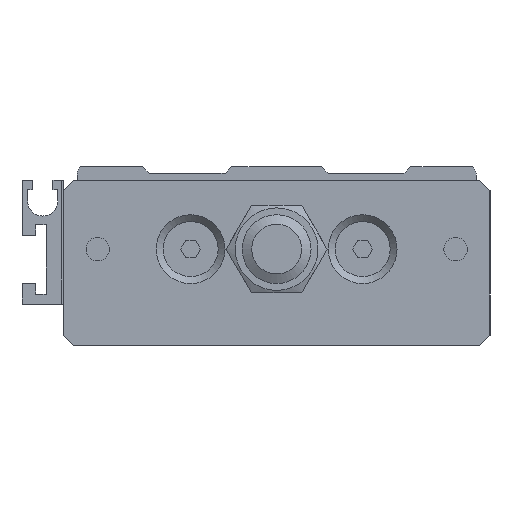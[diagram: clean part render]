
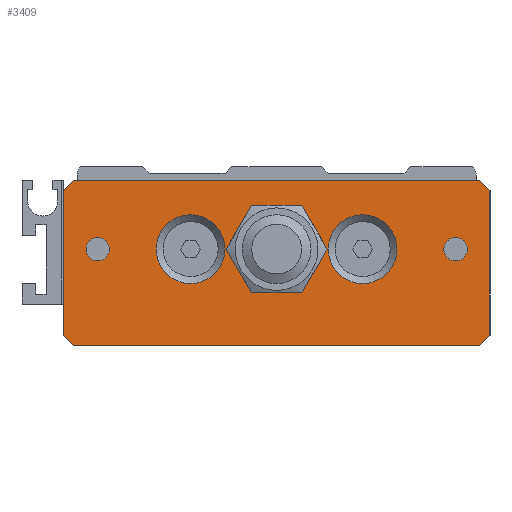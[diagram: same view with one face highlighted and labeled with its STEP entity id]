
A CAD part, left-side view. The second image highlights one B-rep face of the part: STEP entity #3409.
In plain terms, the highlighted planar face has unit normal (-1, 0, 0).
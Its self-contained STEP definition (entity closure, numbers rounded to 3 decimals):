
#2712=CARTESIAN_POINT('',(-12.,-87.5,-7.));
#2713=VERTEX_POINT('Vertex147',#2712);
#2714=CARTESIAN_POINT('',(-12.,-87.5,-17.));
#2715=VERTEX_POINT('Vertex146',#2714);
#2716=CARTESIAN_POINT('',(-12.,-87.5,-12.));
#2717=DIRECTION('',(1.,0.,0.));
#2718=DIRECTION('',(0.,0.,1.));
#2719=AXIS2_PLACEMENT_3D('',#2716,#2717,#2718);
#2720=CIRCLE('nurbsCrv195',#2719,5.);
#2721=EDGE_CURVE('Edge195',#2713,#2715,#2720,.T.);
#2723=CARTESIAN_POINT('',(-12.,-87.5,-12.));
#2724=DIRECTION('',(1.,0.,0.));
#2725=DIRECTION('',(0.,0.,-1.));
#2726=AXIS2_PLACEMENT_3D('',#2723,#2724,#2725);
#2727=CIRCLE('nurbsCrv196',#2726,5.);
#2728=EDGE_CURVE('Edge196',#2715,#2713,#2727,.T.);
#2818=CARTESIAN_POINT('',(-12.,-62.5,-7.));
#2819=VERTEX_POINT('Vertex156',#2818);
#2820=CARTESIAN_POINT('',(-12.,-62.5,-17.));
#2821=VERTEX_POINT('Vertex155',#2820);
#2822=CARTESIAN_POINT('',(-12.,-62.5,-12.));
#2823=DIRECTION('',(1.,0.,0.));
#2824=DIRECTION('',(0.,0.,1.));
#2825=AXIS2_PLACEMENT_3D('',#2822,#2823,#2824);
#2826=CIRCLE('nurbsCrv204',#2825,5.);
#2827=EDGE_CURVE('Edge204',#2819,#2821,#2826,.T.);
#2829=CARTESIAN_POINT('',(-12.,-62.5,-12.));
#2830=DIRECTION('',(1.,0.,0.));
#2831=DIRECTION('',(0.,0.,-1.));
#2832=AXIS2_PLACEMENT_3D('',#2829,#2830,#2831);
#2833=CIRCLE('nurbsCrv205',#2832,5.);
#2834=EDGE_CURVE('Edge205',#2821,#2819,#2833,.T.);
#3240=CARTESIAN_POINT('',(-12.,-106.,-3.5));
#3241=VERTEX_POINT('Vertex179',#3240);
#3242=CARTESIAN_POINT('',(-12.,-106.,-24.5));
#3243=VERTEX_POINT('Vertex178',#3242);
#3244=CARTESIAN_POINT('',(-12.,-106.,-14.));
#3245=DIRECTION('',(0.,0.,-1.));
#3246=VECTOR('',#3245,1.);
#3247=LINE('nurbsCrv239',#3244,#3246);
#3248=EDGE_CURVE('Edge239',#3241,#3243,#3247,.T.);
#3249=ORIENTED_EDGE('Edgeuse445',*,*,#3248,.F.);
#3250=CARTESIAN_POINT('',(-12.,-104.5,-2.));
#3251=VERTEX_POINT('Vertex180',#3250);
#3252=CARTESIAN_POINT('',(-12.,-105.25,-2.75));
#3253=DIRECTION('',(0.,-0.707,-0.707));
#3254=VECTOR('',#3253,1.);
#3255=LINE('nurbsCrv240',#3252,#3254);
#3256=EDGE_CURVE('Edge240',#3251,#3241,#3255,.T.);
#3257=ORIENTED_EDGE('Edgeuse446',*,*,#3256,.F.);
#3258=CARTESIAN_POINT('',(-12.,-45.5,-2.));
#3259=VERTEX_POINT('Vertex181',#3258);
#3260=CARTESIAN_POINT('',(-12.,-75.,-2.));
#3261=DIRECTION('',(0.,-1.,0.));
#3262=VECTOR('',#3261,1.);
#3263=LINE('nurbsCrv241',#3260,#3262);
#3264=EDGE_CURVE('Edge241',#3259,#3251,#3263,.T.);
#3265=ORIENTED_EDGE('Edgeuse447',*,*,#3264,.F.);
#3266=CARTESIAN_POINT('',(-12.,-44.,-3.5));
#3267=VERTEX_POINT('Vertex182',#3266);
#3268=CARTESIAN_POINT('',(-12.,-44.75,-2.75));
#3269=DIRECTION('',(0.,-0.707,0.707));
#3270=VECTOR('',#3269,1.);
#3271=LINE('nurbsCrv242',#3268,#3270);
#3272=EDGE_CURVE('Edge242',#3267,#3259,#3271,.T.);
#3273=ORIENTED_EDGE('Edgeuse448',*,*,#3272,.F.);
#3274=CARTESIAN_POINT('',(-12.,-44.,-24.5));
#3275=VERTEX_POINT('Vertex183',#3274);
#3276=CARTESIAN_POINT('',(-12.,-44.,-14.));
#3277=DIRECTION('',(0.,0.,1.));
#3278=VECTOR('',#3277,1.);
#3279=LINE('nurbsCrv243',#3276,#3278);
#3280=EDGE_CURVE('Edge243',#3275,#3267,#3279,.T.);
#3281=ORIENTED_EDGE('Edgeuse449',*,*,#3280,.F.);
#3282=CARTESIAN_POINT('',(-12.,-45.5,-26.));
#3283=VERTEX_POINT('Vertex184',#3282);
#3284=CARTESIAN_POINT('',(-12.,-44.75,-25.25));
#3285=DIRECTION('',(0.,0.707,0.707));
#3286=VECTOR('',#3285,1.);
#3287=LINE('nurbsCrv244',#3284,#3286);
#3288=EDGE_CURVE('Edge244',#3283,#3275,#3287,.T.);
#3289=ORIENTED_EDGE('Edgeuse450',*,*,#3288,.F.);
#3290=CARTESIAN_POINT('',(-12.,-104.5,-26.));
#3291=VERTEX_POINT('Vertex185',#3290);
#3292=CARTESIAN_POINT('',(-12.,-75.,-26.
));
#3293=DIRECTION('',(0.,1.,0.));
#3294=VECTOR('',#3293,1.);
#3295=LINE('nurbsCrv245',#3292,#3294);
#3296=EDGE_CURVE('Edge245',#3291,#3283,#3295,.T.);
#3297=ORIENTED_EDGE('Edgeuse451',*,*,#3296,.F.);
#3298=CARTESIAN_POINT('',(-12.,-105.25,-25.25));
#3299=DIRECTION('',(0.,0.707,-0.707));
#3300=VECTOR('',#3299,1.);
#3301=LINE('nurbsCrv246',#3298,#3300);
#3302=EDGE_CURVE('Edge246',#3243,#3291,#3301,.T.);
#3303=ORIENTED_EDGE('Edgeuse452',*,*,#3302,.F.);
#3304=EDGE_LOOP('',(#3249,#3257,#3265,#3273,#3281,#3289,#3297,#3303));
#3305=FACE_OUTER_BOUND('',#3304,.T.);
#3306=CARTESIAN_POINT('',(-12.,-78.666,-5.65));
#3307=VERTEX_POINT('Vertex187',#3306);
#3308=CARTESIAN_POINT('',(-12.,-82.332,-12.));
#3309=VERTEX_POINT('Vertex186',#3308);
#3310=CARTESIAN_POINT('',(-12.,-80.499,-8.825));
#3311=DIRECTION('',(0.,-0.5,-0.866));
#3312=VECTOR('',#3311,1.);
#3313=LINE('nurbsCrv247',#3310,#3312);
#3314=EDGE_CURVE('Edge247',#3307,#3309,#3313,.T.);
#3315=ORIENTED_EDGE('Edgeuse453',*,*,#3314,.T.);
#3316=CARTESIAN_POINT('',(-12.,-78.666,-18.35));
#3317=VERTEX_POINT('Vertex188',#3316);
#3318=CARTESIAN_POINT('',(-12.,-80.499,-15.175));
#3319=DIRECTION('',(0.,0.5,-0.866));
#3320=VECTOR('',#3319,1.);
#3321=LINE('nurbsCrv248',#3318,#3320);
#3322=EDGE_CURVE('Edge248',#3309,#3317,#3321,.T.);
#3323=ORIENTED_EDGE('Edgeuse454',*,*,#3322,.T.);
#3324=CARTESIAN_POINT('',(-12.,-71.334,-18.35));
#3325=VERTEX_POINT('Vertex189',#3324);
#3326=CARTESIAN_POINT('',(-12.,-75.,-18.35));
#3327=DIRECTION('',(0.,1.,0.));
#3328=VECTOR('',#3327,1.);
#3329=LINE('nurbsCrv249',#3326,#3328);
#3330=EDGE_CURVE('Edge249',#3317,#3325,#3329,.T.);
#3331=ORIENTED_EDGE('Edgeuse455',*,*,#3330,.T.);
#3332=CARTESIAN_POINT('',(-12.,-67.668,-12.));
#3333=VERTEX_POINT('Vertex190',#3332);
#3334=CARTESIAN_POINT('',(-12.,-69.501,-15.175));
#3335=DIRECTION('',(0.,0.5,0.866));
#3336=VECTOR('',#3335,1.);
#3337=LINE('nurbsCrv250',#3334,#3336);
#3338=EDGE_CURVE('Edge250',#3325,#3333,#3337,.T.);
#3339=ORIENTED_EDGE('Edgeuse456',*,*,#3338,.T.);
#3340=CARTESIAN_POINT('',(-12.,-71.334,-5.65));
#3341=VERTEX_POINT('Vertex191',#3340);
#3342=CARTESIAN_POINT('',(-12.,-69.501,-8.825));
#3343=DIRECTION('',(0.,-0.5,0.866));
#3344=VECTOR('',#3343,1.);
#3345=LINE('nurbsCrv251',#3342,#3344);
#3346=EDGE_CURVE('Edge251',#3333,#3341,#3345,.T.);
#3347=ORIENTED_EDGE('Edgeuse457',*,*,#3346,.T.);
#3348=CARTESIAN_POINT('',(-12.,-75.,-5.65));
#3349=DIRECTION('',(0.,-1.,0.));
#3350=VECTOR('',#3349,1.);
#3351=LINE('nurbsCrv252',#3348,#3350);
#3352=EDGE_CURVE('Edge252',#3341,#3307,#3351,.T.);
#3353=ORIENTED_EDGE('Edgeuse458',*,*,#3352,.T.);
#3354=EDGE_LOOP('',(#3315,#3323,#3331,#3339,#3347,#3353));
#3355=FACE_BOUND('',#3354,.T.);
#3356=ORIENTED_EDGE('Edgeuse459',*,*,#2728,.T.);
#3357=ORIENTED_EDGE('Edgeuse460',*,*,#2721,.T.);
#3358=EDGE_LOOP('',(#3356,#3357));
#3359=FACE_BOUND('',#3358,.T.);
#3360=ORIENTED_EDGE('Edgeuse461',*,*,#2834,.T.);
#3361=ORIENTED_EDGE('Edgeuse462',*,*,#2827,.T.);
#3362=EDGE_LOOP('',(#3360,#3361));
#3363=FACE_BOUND('',#3362,.T.);
#3364=CARTESIAN_POINT('',(-12.,-49.,-13.7
));
#3365=VERTEX_POINT('Vertex176',#3364);
#3366=CARTESIAN_POINT('',(-12.,-49.,-10.3));
#3367=VERTEX_POINT('Vertex340',#3366);
#3368=CARTESIAN_POINT('',(-12.,-49.,-12.));
#3369=DIRECTION('',(1.,0.,0.));
#3370=DIRECTION('',(0.,0.,-1.));
#3371=AXIS2_PLACEMENT_3D('',#3368,#3369,#3370);
#3372=CIRCLE('nurbsCrv1203',#3371,1.7);
#3373=EDGE_CURVE('Edge495',#3365,#3367,#3372,.T.);
#3374=ORIENTED_EDGE('Edgeuse991',*,*,#3373,.T.);
#3375=CARTESIAN_POINT('',(-12.,-49.,-12.));
#3376=DIRECTION('',(1.,0.,0.));
#3377=DIRECTION('',(0.,0.,1.));
#3378=AXIS2_PLACEMENT_3D('',#3375,#3376,#3377);
#3379=CIRCLE('nurbsCrv1204',#3378,1.7);
#3380=EDGE_CURVE('Edge496',#3367,#3365,#3379,.T.);
#3381=ORIENTED_EDGE('Edgeuse993',*,*,#3380,.T.);
#3382=EDGE_LOOP('',(#3374,#3381));
#3383=FACE_BOUND('',#3382,.T.);
#3384=CARTESIAN_POINT('',(-12.,-101.,-13.7));
#3385=VERTEX_POINT('Vertex177',#3384);
#3386=CARTESIAN_POINT('',(-12.,-101.,-10.3));
#3387=VERTEX_POINT('Vertex342',#3386);
#3388=CARTESIAN_POINT('',(-12.,-101.,-12.));
#3389=DIRECTION('',(1.,0.,0.));
#3390=DIRECTION('',(0.,0.,-1.));
#3391=AXIS2_PLACEMENT_3D('',#3388,#3389,#3390);
#3392=CIRCLE('nurbsCrv1218',#3391,1.7);
#3393=EDGE_CURVE('Edge500',#3385,#3387,#3392,.T.);
#3394=ORIENTED_EDGE('Edgeuse1001',*,*,#3393,.T.);
#3395=CARTESIAN_POINT('',(-12.,-101.,-12.));
#3396=DIRECTION('',(1.,0.,0.));
#3397=DIRECTION('',(0.,0.,1.));
#3398=AXIS2_PLACEMENT_3D('',#3395,#3396,#3397);
#3399=CIRCLE('nurbsCrv1219',#3398,1.7);
#3400=EDGE_CURVE('Edge501',#3387,#3385,#3399,.T.);
#3401=ORIENTED_EDGE('Edgeuse1003',*,*,#3400,.T.);
#3402=EDGE_LOOP('',(#3394,#3401));
#3403=FACE_BOUND('',#3402,.T.);
#3404=CARTESIAN_POINT('',(-12.,-75.,-14.
));
#3405=DIRECTION('',(-1.,0.,0.));
#3406=DIRECTION('',(0.,0.,1.));
#3407=AXIS2_PLACEMENT_3D('',#3404,#3405,#3406);
#3408=PLANE('nurbsSrf110',#3407);
#3409=ADVANCED_FACE('Face110',(#3305,#3355,#3359,#3363,#3383,#3403),#3408,.T.);
